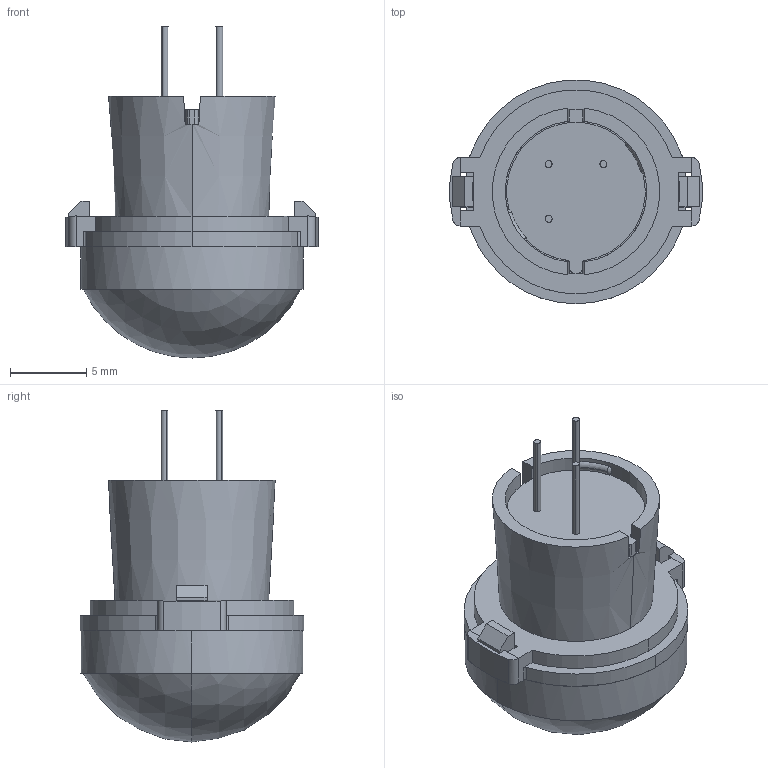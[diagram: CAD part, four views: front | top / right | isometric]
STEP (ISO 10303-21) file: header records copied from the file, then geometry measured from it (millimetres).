
FILE_DESCRIPTION (( 'STEP AP203' ), '1' );
FILE_NAME ('PaPIRs Slight motion detection type lens combine mode(simple)l.STEP', '2017-11-06T11:03:40', ( '' ), ( '' ), 'SwSTEP 2.0', 'SolidWorks 2014', '' );
FILE_SCHEMA (( 'CONFIG_CONTROL_DESIGN' ));
Length unit declared in the file: millimetre
Products named in the file (1): PaPIRs Slight motion detection type lens combine mode(simple)l
Bounding box: 16.55 x 14.67 x 21.8 mm (x, y, z)
Volume: 1836.5 mm3; surface area: 1550.9 mm2
Topology: 6 solids, 6 shells, 118 faces, 295 edges, 193 vertices
Faces by surface type: plane 58, cylinder 48, torus 4, bspline 4, sphere 2, cone 2
Entity records: 3722 total; most frequent: CARTESIAN_POINT 825, ORIENTED_EDGE 590, DIRECTION 587, EDGE_CURVE 295, AXIS2_PLACEMENT_3D 211, VERTEX_POINT 193, VECTOR 165, LINE 165
